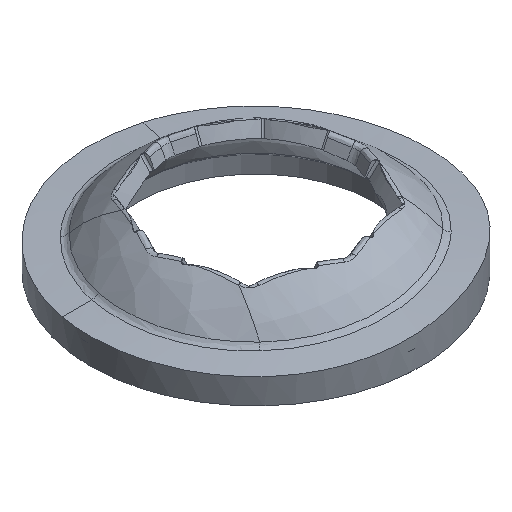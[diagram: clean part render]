
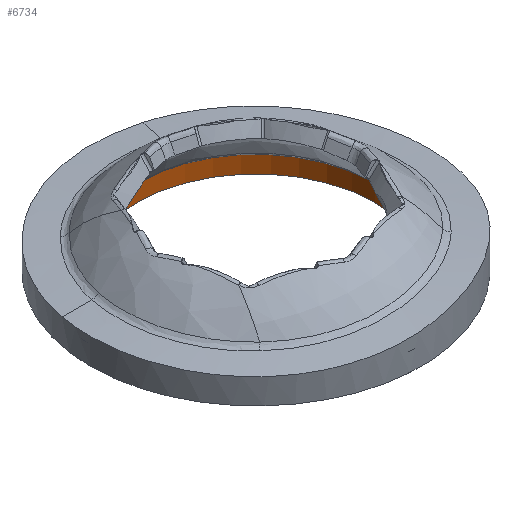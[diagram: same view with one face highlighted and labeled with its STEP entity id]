
A CAD part, isometric view. The second image highlights one B-rep face of the part: STEP entity #6734.
In plain terms, the highlighted conical face has half-angle 0.5 degrees and reference radius 14.152 mm.
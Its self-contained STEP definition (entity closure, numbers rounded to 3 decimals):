
#43 = PLANE('',#44);
#44 = AXIS2_PLACEMENT_3D('',#45,#46,#47);
#45 = CARTESIAN_POINT('',(0.337,-1.534,9.));
#46 = DIRECTION('',(0.,0.,-1.));
#47 = DIRECTION('',(-1.,0.,0.));
#816 = EDGE_CURVE('',#817,#817,#819,.T.);
#817 = VERTEX_POINT('',#818);
#818 = CARTESIAN_POINT('',(-14.121,0.,9.));
#819 = SURFACE_CURVE('',#820,(#825,#836),.PCURVE_S1.);
#820 = CIRCLE('',#821,14.121);
#821 = AXIS2_PLACEMENT_3D('',#822,#823,#824);
#822 = CARTESIAN_POINT('',(0.,0.,9.));
#823 = DIRECTION('',(0.,0.,1.));
#824 = DIRECTION('',(1.,0.,-0.));
#825 = PCURVE('',#43,#826);
#826 = DEFINITIONAL_REPRESENTATION('',(#827),#835);
#827 = ( BOUNDED_CURVE() B_SPLINE_CURVE(2,(#828,#829,#830,#831,#832,#833
,#834),.UNSPECIFIED.,.T.,.F.) B_SPLINE_CURVE_WITH_KNOTS((1,2,2,2,2,1),(
    -2.094,0.,2.094,4.189,6.283,
8.378),.UNSPECIFIED.) CURVE() GEOMETRIC_REPRESENTATION_ITEM() 
RATIONAL_B_SPLINE_CURVE((1.,0.5,1.,0.5,1.,0.5,1.)) REPRESENTATION_ITEM(
  '') );
#828 = CARTESIAN_POINT('',(-13.785,1.534));
#829 = CARTESIAN_POINT('',(-13.785,25.993));
#830 = CARTESIAN_POINT('',(7.397,13.764));
#831 = CARTESIAN_POINT('',(28.58,1.534));
#832 = CARTESIAN_POINT('',(7.397,-10.695));
#833 = CARTESIAN_POINT('',(-13.785,-22.925));
#834 = CARTESIAN_POINT('',(-13.785,1.534));
#835 = ( GEOMETRIC_REPRESENTATION_CONTEXT(2) 
PARAMETRIC_REPRESENTATION_CONTEXT() REPRESENTATION_CONTEXT('2D SPACE',''
  ) );
#836 = PCURVE('',#837,#842);
#837 = CONICAL_SURFACE('',#838,14.152,0.009);
#838 = AXIS2_PLACEMENT_3D('',#839,#840,#841);
#839 = CARTESIAN_POINT('',(0.,0.,5.54));
#840 = DIRECTION('',(0.,0.,-1.));
#841 = DIRECTION('',(1.,0.,0.));
#842 = DEFINITIONAL_REPRESENTATION('',(#843),#847);
#843 = LINE('',#844,#845);
#844 = CARTESIAN_POINT('',(12.566,-3.46));
#845 = VECTOR('',#846,1.);
#846 = DIRECTION('',(-1.,0.));
#847 = ( GEOMETRIC_REPRESENTATION_CONTEXT(2) 
PARAMETRIC_REPRESENTATION_CONTEXT() REPRESENTATION_CONTEXT('2D SPACE',''
  ) );
#6734 = ADVANCED_FACE('',(#6735),#837,.F.);
#6735 = FACE_BOUND('',#6736,.F.);
#6736 = EDGE_LOOP('',(#6737,#6760,#6761,#6762));
#6737 = ORIENTED_EDGE('',*,*,#6738,.T.);
#6738 = EDGE_CURVE('',#6739,#817,#6741,.T.);
#6739 = VERTEX_POINT('',#6740);
#6740 = CARTESIAN_POINT('',(-14.103,0.,
    11.08));
#6741 = SEAM_CURVE('',#6742,(#6746,#6753),.PCURVE_S1.);
#6742 = LINE('',#6743,#6744);
#6743 = CARTESIAN_POINT('',(-14.152,0.,5.54));
#6744 = VECTOR('',#6745,1.);
#6745 = DIRECTION('',(-0.009,0.,
    -1.));
#6746 = PCURVE('',#837,#6747);
#6747 = DEFINITIONAL_REPRESENTATION('',(#6748),#6752);
#6748 = LINE('',#6749,#6750);
#6749 = CARTESIAN_POINT('',(9.425,0.));
#6750 = VECTOR('',#6751,1.);
#6751 = DIRECTION('',(0.,1.));
#6752 = ( GEOMETRIC_REPRESENTATION_CONTEXT(2) 
PARAMETRIC_REPRESENTATION_CONTEXT() REPRESENTATION_CONTEXT('2D SPACE',''
  ) );
#6753 = PCURVE('',#837,#6754);
#6754 = DEFINITIONAL_REPRESENTATION('',(#6755),#6759);
#6755 = LINE('',#6756,#6757);
#6756 = CARTESIAN_POINT('',(3.142,0.));
#6757 = VECTOR('',#6758,1.);
#6758 = DIRECTION('',(0.,1.));
#6759 = ( GEOMETRIC_REPRESENTATION_CONTEXT(2) 
PARAMETRIC_REPRESENTATION_CONTEXT() REPRESENTATION_CONTEXT('2D SPACE',''
  ) );
#6760 = ORIENTED_EDGE('',*,*,#816,.T.);
#6761 = ORIENTED_EDGE('',*,*,#6738,.F.);
#6762 = ORIENTED_EDGE('',*,*,#6763,.T.);
#6763 = EDGE_CURVE('',#6739,#6739,#6764,.T.);
#6764 = SURFACE_CURVE('',#6765,(#6770,#6777),.PCURVE_S1.);
#6765 = CIRCLE('',#6766,14.103);
#6766 = AXIS2_PLACEMENT_3D('',#6767,#6768,#6769);
#6767 = CARTESIAN_POINT('',(0.,0.,11.08));
#6768 = DIRECTION('',(0.,0.,-1.));
#6769 = DIRECTION('',(-1.,0.,0.));
#6770 = PCURVE('',#837,#6771);
#6771 = DEFINITIONAL_REPRESENTATION('',(#6772),#6776);
#6772 = LINE('',#6773,#6774);
#6773 = CARTESIAN_POINT('',(3.142,-5.54));
#6774 = VECTOR('',#6775,1.);
#6775 = DIRECTION('',(1.,0.));
#6776 = ( GEOMETRIC_REPRESENTATION_CONTEXT(2) 
PARAMETRIC_REPRESENTATION_CONTEXT() REPRESENTATION_CONTEXT('2D SPACE',''
  ) );
#6777 = PCURVE('',#6778,#6783);
#6778 = CONICAL_SURFACE('',#6779,14.025,1.143);
#6779 = AXIS2_PLACEMENT_3D('',#6780,#6781,#6782);
#6780 = CARTESIAN_POINT('',(0.,0.,11.116));
#6781 = DIRECTION('',(0.,0.,-1.));
#6782 = DIRECTION('',(1.,0.,0.));
#6783 = DEFINITIONAL_REPRESENTATION('',(#6784),#6788);
#6784 = LINE('',#6785,#6786);
#6785 = CARTESIAN_POINT('',(3.142,0.036));
#6786 = VECTOR('',#6787,1.);
#6787 = DIRECTION('',(1.,0.));
#6788 = ( GEOMETRIC_REPRESENTATION_CONTEXT(2) 
PARAMETRIC_REPRESENTATION_CONTEXT() REPRESENTATION_CONTEXT('2D SPACE',''
  ) );
